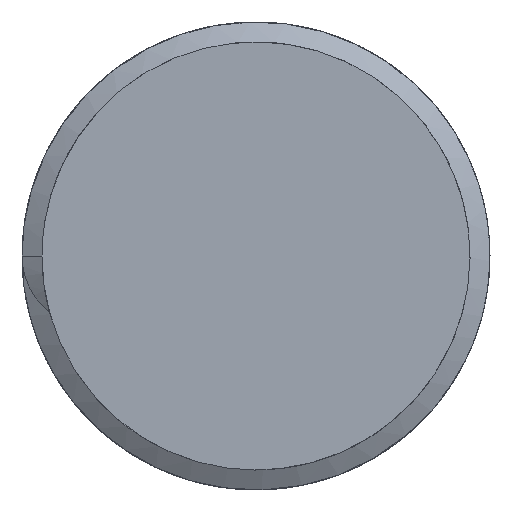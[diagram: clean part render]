
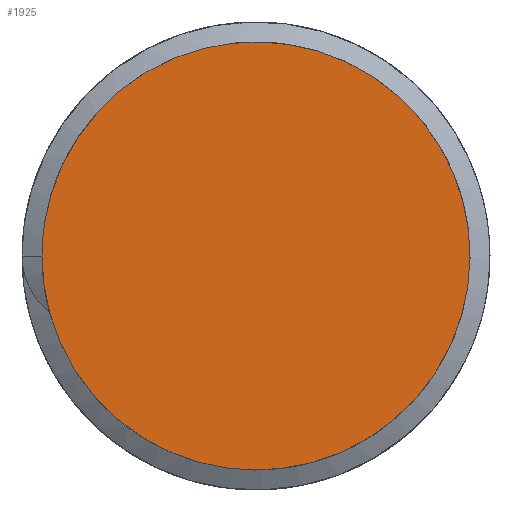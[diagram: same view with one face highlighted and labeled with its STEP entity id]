
A CAD part, left-side view. The second image highlights one B-rep face of the part: STEP entity #1925.
In plain terms, the highlighted free-form (B-spline) face has degree [1, 1] with [2, 2] control points.
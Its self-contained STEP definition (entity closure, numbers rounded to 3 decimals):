
#1904=CARTESIAN_POINT('',(0.,-25.05,25.05));
#1905=CARTESIAN_POINT('',(0.,-25.05,-25.05));
#1906=CARTESIAN_POINT('',(0.,25.05,25.05));
#1907=CARTESIAN_POINT('',(0.,25.05,-25.05));
#1908=B_SPLINE_SURFACE_WITH_KNOTS('',1,1,((#1904,#1905),(#1906,#1907)),.PLANE_SURF.,.F.,.F.,.U.,(2,2),(2,2),(-1.,2.),(-1.,2.),.UNSPECIFIED.);
#1909=CARTESIAN_POINT('',(0.,8.35,0.));
#1910=VERTEX_POINT('',#1909);
#1911=CARTESIAN_POINT('',(0.,8.35,0.));
#1912=CARTESIAN_POINT('',(0.,8.35,-8.35));
#1913=CARTESIAN_POINT('',(0.,0.,-8.35));
#1914=CARTESIAN_POINT('',(0.,-8.35,-8.35));
#1915=CARTESIAN_POINT('',(0.,-8.35,0.));
#1916=CARTESIAN_POINT('',(0.,-8.35,8.35));
#1917=CARTESIAN_POINT('',(0.,0.,8.35));
#1918=CARTESIAN_POINT('',(0.,8.35,8.35));
#1919=CARTESIAN_POINT('',(0.,8.35,0.));
#1920=(BOUNDED_CURVE()B_SPLINE_CURVE(2,(#1911,#1912,#1913,#1914,#1915,#1916,#1917,#1918,#1919),.CIRCULAR_ARC.,.T.,.U.)B_SPLINE_CURVE_WITH_KNOTS((3,2,2,2,3),(0.,0.25,0.5,0.75,1.),.UNSPECIFIED.)CURVE()GEOMETRIC_REPRESENTATION_ITEM()RATIONAL_B_SPLINE_CURVE((1.,0.707,1.,0.707,1.,0.707,1.,0.707,1.))REPRESENTATION_ITEM(''));
#1921=EDGE_CURVE('',#1910,#1910,#1920,.T.);
#1922=ORIENTED_EDGE('',*,*,#1921,.T.);
#1923=EDGE_LOOP('',(#1922));
#1924=FACE_OUTER_BOUND('',#1923,.T.);
#1925=ADVANCED_FACE('',(#1924),#1908,.T.);
